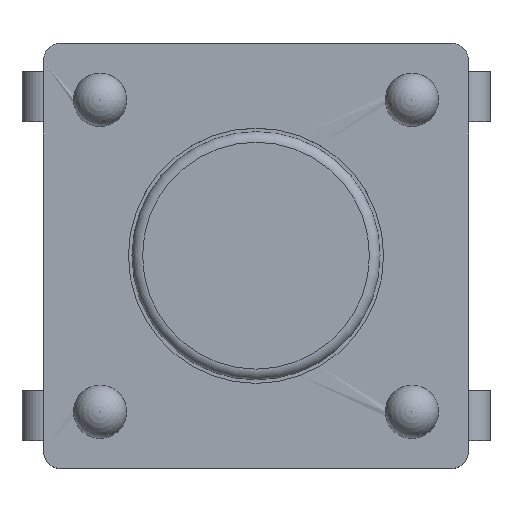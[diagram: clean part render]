
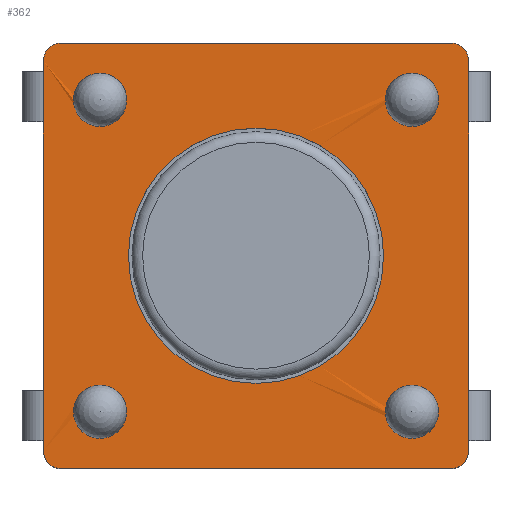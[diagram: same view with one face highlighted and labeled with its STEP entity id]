
A CAD part, top view. The second image highlights one B-rep face of the part: STEP entity #362.
In plain terms, the highlighted planar face has unit normal (0, 0, 1).
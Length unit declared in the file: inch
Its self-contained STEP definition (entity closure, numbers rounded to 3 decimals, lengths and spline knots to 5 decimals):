
#232=CARTESIAN_POINT('',(0.12992,-0.12992,0.12677));
#233=DIRECTION('',(0.0,0.0,1.0));
#234=DIRECTION('',(1.0,0.0,0.0));
#235=AXIS2_PLACEMENT_3D('',#232,#233,#234);
#236=PLANE('',#235);
#237=CARTESIAN_POINT('',(-0.11811,0.10827,0.12677));
#238=VERTEX_POINT('',#237);
#239=CARTESIAN_POINT('',(-0.10827,0.11811,0.12677));
#240=VERTEX_POINT('',#239);
#241=CARTESIAN_POINT('',(-0.10827,0.10827,0.12677));
#242=DIRECTION('',(0.0,0.0,-1.0));
#243=DIRECTION('',(-0.707,0.707,0.0));
#244=AXIS2_PLACEMENT_3D('',#241,#242,#243);
#245=CIRCLE('',#244,0.00984);
#246=EDGE_CURVE('',#238,#240,#245,.T.);
#247=ORIENTED_EDGE('',*,*,#246,.F.);
#248=CARTESIAN_POINT('',(-0.11811,-0.10827,0.12677));
#249=VERTEX_POINT('',#248);
#250=CARTESIAN_POINT('',(-0.11811,-0.10827,0.12677));
#251=DIRECTION('',(0.0,1.0,0.0));
#252=VECTOR('',#251,0.21654);
#253=LINE('',#250,#252);
#254=EDGE_CURVE('',#249,#238,#253,.T.);
#255=ORIENTED_EDGE('',*,*,#254,.F.);
#256=CARTESIAN_POINT('',(-0.10827,-0.11811,0.12677));
#257=VERTEX_POINT('',#256);
#258=CARTESIAN_POINT('',(-0.10827,-0.10827,0.12677));
#259=DIRECTION('',(0.0,0.0,-1.0));
#260=DIRECTION('',(-0.707,-0.707,0.0));
#261=AXIS2_PLACEMENT_3D('',#258,#259,#260);
#262=CIRCLE('',#261,0.00984);
#263=EDGE_CURVE('',#257,#249,#262,.T.);
#264=ORIENTED_EDGE('',*,*,#263,.F.);
#265=CARTESIAN_POINT('',(0.10827,-0.11811,0.12677));
#266=VERTEX_POINT('',#265);
#267=CARTESIAN_POINT('',(0.10827,-0.11811,0.12677));
#268=DIRECTION('',(-1.0,0.0,0.0));
#269=VECTOR('',#268,0.21654);
#270=LINE('',#267,#269);
#271=EDGE_CURVE('',#266,#257,#270,.T.);
#272=ORIENTED_EDGE('',*,*,#271,.F.);
#273=CARTESIAN_POINT('',(0.11811,-0.10827,0.12677));
#274=VERTEX_POINT('',#273);
#275=CARTESIAN_POINT('',(0.10827,-0.10827,0.12677));
#276=DIRECTION('',(0.0,0.0,-1.0));
#277=DIRECTION('',(0.707,-0.707,0.0));
#278=AXIS2_PLACEMENT_3D('',#275,#276,#277);
#279=CIRCLE('',#278,0.00984);
#280=EDGE_CURVE('',#274,#266,#279,.T.);
#281=ORIENTED_EDGE('',*,*,#280,.F.);
#282=CARTESIAN_POINT('',(0.11811,0.10827,0.12677));
#283=VERTEX_POINT('',#282);
#284=CARTESIAN_POINT('',(0.11811,0.10827,0.12677));
#285=DIRECTION('',(0.0,-1.0,0.0));
#286=VECTOR('',#285,0.21654);
#287=LINE('',#284,#286);
#288=EDGE_CURVE('',#283,#274,#287,.T.);
#289=ORIENTED_EDGE('',*,*,#288,.F.);
#290=CARTESIAN_POINT('',(0.10827,0.11811,0.12677));
#291=VERTEX_POINT('',#290);
#292=CARTESIAN_POINT('',(0.10827,0.10827,0.12677));
#293=DIRECTION('',(0.0,0.0,-1.0));
#294=DIRECTION('',(0.707,0.707,0.0));
#295=AXIS2_PLACEMENT_3D('',#292,#293,#294);
#296=CIRCLE('',#295,0.00984);
#297=EDGE_CURVE('',#291,#283,#296,.T.);
#298=ORIENTED_EDGE('',*,*,#297,.F.);
#299=CARTESIAN_POINT('',(-0.10827,0.11811,0.12677));
#300=DIRECTION('',(1.0,0.0,0.0));
#301=VECTOR('',#300,0.21654);
#302=LINE('',#299,#301);
#303=EDGE_CURVE('',#240,#291,#302,.T.);
#304=ORIENTED_EDGE('',*,*,#303,.F.);
#305=EDGE_LOOP('',(#247,#255,#264,#272,#281,#289,#298,#304));
#306=FACE_OUTER_BOUND('',#305,.T.);
#307=CARTESIAN_POINT('',(0.,0.07087,0.12677));
#308=VERTEX_POINT('',#307);
#309=CARTESIAN_POINT('',(0.,0.,0.12677));
#310=DIRECTION('',(0.0,0.0,-1.0));
#311=DIRECTION('',(0.0,-1.0,0.0));
#312=AXIS2_PLACEMENT_3D('',#309,#310,#311);
#313=CIRCLE('',#312,0.07087);
#314=EDGE_CURVE('',#308,#308,#313,.T.);
#315=ORIENTED_EDGE('',*,*,#314,.T.);
#316=EDGE_LOOP('',(#315));
#317=FACE_BOUND('',#316,.T.);
#318=CARTESIAN_POINT('',(0.07185,-0.08661,0.12726));
#319=VERTEX_POINT('',#318);
#320=CARTESIAN_POINT('',(0.08661,-0.08661,0.12677));
#321=DIRECTION('',(0.0,0.0,1.0));
#322=DIRECTION('',(-1.0,0.0,0.0));
#323=AXIS2_PLACEMENT_3D('',#320,#321,#322);
#324=CIRCLE('',#323,0.01476);
#325=EDGE_CURVE('',#319,#319,#324,.T.);
#326=ORIENTED_EDGE('',*,*,#325,.F.);
#327=EDGE_LOOP('',(#326));
#328=FACE_BOUND('',#327,.T.);
#329=CARTESIAN_POINT('',(0.07185,0.08661,0.12726));
#330=VERTEX_POINT('',#329);
#331=CARTESIAN_POINT('',(0.08661,0.08661,0.12677));
#332=DIRECTION('',(0.0,0.0,1.0));
#333=DIRECTION('',(-1.0,0.0,0.0));
#334=AXIS2_PLACEMENT_3D('',#331,#332,#333);
#335=CIRCLE('',#334,0.01476);
#336=EDGE_CURVE('',#330,#330,#335,.T.);
#337=ORIENTED_EDGE('',*,*,#336,.F.);
#338=EDGE_LOOP('',(#337));
#339=FACE_BOUND('',#338,.T.);
#340=CARTESIAN_POINT('',(-0.10138,0.08661,0.12726));
#341=VERTEX_POINT('',#340);
#342=CARTESIAN_POINT('',(-0.08661,0.08661,0.12677));
#343=DIRECTION('',(0.0,0.0,1.0));
#344=DIRECTION('',(-1.0,0.0,0.0));
#345=AXIS2_PLACEMENT_3D('',#342,#343,#344);
#346=CIRCLE('',#345,0.01476);
#347=EDGE_CURVE('',#341,#341,#346,.T.);
#348=ORIENTED_EDGE('',*,*,#347,.F.);
#349=EDGE_LOOP('',(#348));
#350=FACE_BOUND('',#349,.T.);
#351=CARTESIAN_POINT('',(-0.10138,-0.08661,0.12726));
#352=VERTEX_POINT('',#351);
#353=CARTESIAN_POINT('',(-0.08661,-0.08661,0.12677));
#354=DIRECTION('',(0.0,0.0,1.0));
#355=DIRECTION('',(-1.0,0.0,0.0));
#356=AXIS2_PLACEMENT_3D('',#353,#354,#355);
#357=CIRCLE('',#356,0.01476);
#358=EDGE_CURVE('',#352,#352,#357,.T.);
#359=ORIENTED_EDGE('',*,*,#358,.F.);
#360=EDGE_LOOP('',(#359));
#361=FACE_BOUND('',#360,.T.);
#362=ADVANCED_FACE('',(#306,#317,#328,#339,#350,#361),#236,.T.);
